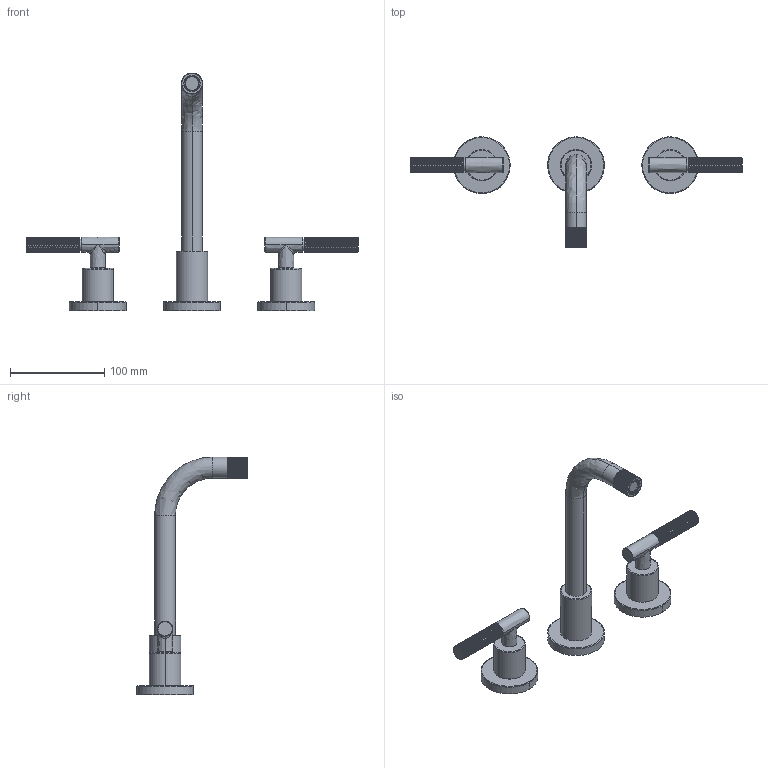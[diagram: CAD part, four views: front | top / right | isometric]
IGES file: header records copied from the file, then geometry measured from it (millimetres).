
Start section:  PTC IGES file: 3-3291_sw0001.igs
Global section: file name: 3-3291_sw0001.igs; native system: Creo Parametric by PTC Inc.; preprocessor: 2018400; author: jinson.thomas; organization: Unknown; date: 20210920.125825; units: inch
Bounding box: 352.4 x 117.54 x 252.41 mm (x, y, z)
Volume: 330967.3 mm3; surface area: 68633.1 mm2
Topology: 3 solids, 3 shells, 19738 faces, 40466 edges, 20747 vertices
Faces by surface type: bspline 15823, revolution 3915
